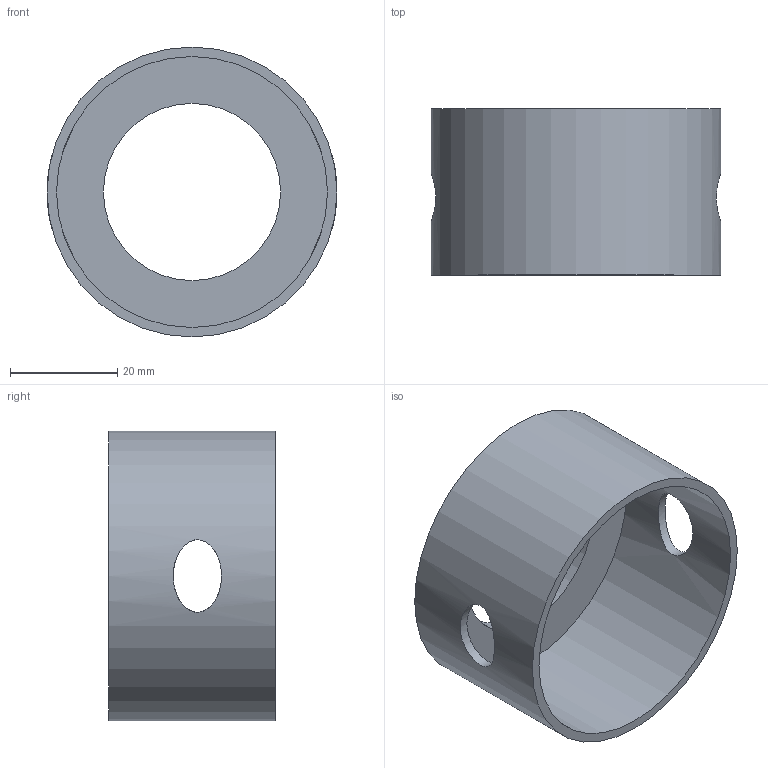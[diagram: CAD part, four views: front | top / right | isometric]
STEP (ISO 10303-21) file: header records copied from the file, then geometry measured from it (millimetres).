
FILE_DESCRIPTION(/* description */ (''),/* implementation_level */ '2;1');
FILE_NAME(/* name */ 'Vacuum Mount v1.stp',/* time_stamp */ '2022-09-22T11:53:05+02:00',/* author */ (''),/* organization */ (''),/* preprocessor_version */ 'ST-DEVELOPER v19',/* originating_system */ 'Autodesk Translation Framework v11.7.0.108',/* authorisation */ '');
FILE_SCHEMA (('AUTOMOTIVE_DESIGN { 1 0 10303 214 3 1 1 }'));
Length unit declared in the file: millimetre
Products named in the file (1): Vacuum Mount
Bounding box: 54 x 31 x 54 mm (x, y, z)
Volume: 12582.6 mm3; surface area: 12596.1 mm2
Topology: 1 solids, 1 shells, 8 faces, 21 edges, 14 vertices
Faces by surface type: cylinder 3, plane 3, bspline 2
Full cylindrical faces by diameter (mm): 33 x1, 50.5 x1, 54 x1
Entity records: 472 total; most frequent: CARTESIAN_POINT 248, ORIENTED_EDGE 42, DIRECTION 31, EDGE_CURVE 21, VERTEX_POINT 14, EDGE_LOOP 13, AXIS2_PLACEMENT_3D 13, B_SPLINE_CURVE_WITH_KNOTS 10
